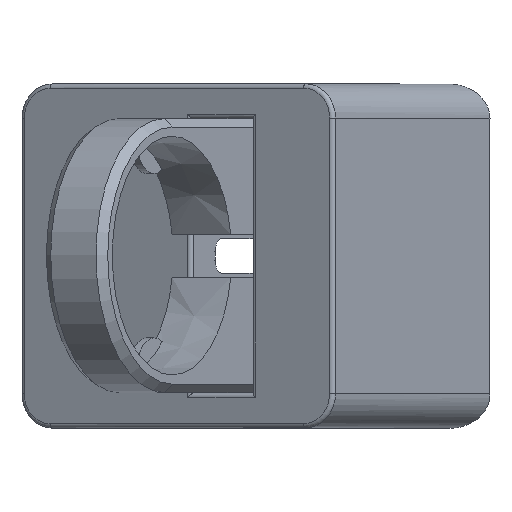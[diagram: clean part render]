
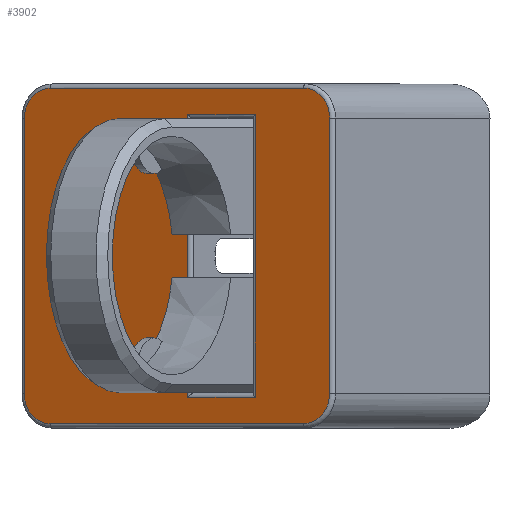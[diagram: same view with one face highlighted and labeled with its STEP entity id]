
A CAD part, top view. The second image highlights one B-rep face of the part: STEP entity #3902.
In plain terms, the highlighted planar face has unit normal (-0.5, 0, 0.866).
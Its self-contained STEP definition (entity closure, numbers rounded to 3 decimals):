
#154=FACE_BOUND('',#778,.T.);
#210=CIRCLE('',#4222,3.5);
#212=CIRCLE('',#4225,3.5);
#225=CIRCLE('',#4256,3.5);
#226=CIRCLE('',#4257,3.5);
#387=PLANE('',#4255);
#552=FACE_OUTER_BOUND('',#777,.T.);
#777=EDGE_LOOP('',(#3282,#3283,#3284,#3285,#3286,#3287,#3288,#3289));
#778=EDGE_LOOP('',(#3290,#3291,#3292,#3293));
#1162=LINE('',#6394,#1498);
#1163=LINE('',#6409,#1499);
#1191=LINE('',#6513,#1527);
#1192=LINE('',#6517,#1528);
#1193=LINE('',#6519,#1529);
#1194=LINE('',#6523,#1530);
#1195=LINE('',#6526,#1531);
#1196=LINE('',#6527,#1532);
#1498=VECTOR('',#4992,10.);
#1499=VECTOR('',#5013,10.);
#1527=VECTOR('',#5093,10.);
#1528=VECTOR('',#5098,10.);
#1529=VECTOR('',#5099,10.);
#1530=VECTOR('',#5102,10.);
#1531=VECTOR('',#5105,10.);
#1532=VECTOR('',#5106,10.);
#1849=VERTEX_POINT('',#6391);
#1850=VERTEX_POINT('',#6393);
#1851=VERTEX_POINT('',#6397);
#1852=VERTEX_POINT('',#6399);
#1853=VERTEX_POINT('',#6403);
#1854=VERTEX_POINT('',#6405);
#1886=VERTEX_POINT('',#6512);
#1887=VERTEX_POINT('',#6516);
#1888=VERTEX_POINT('',#6518);
#1889=VERTEX_POINT('',#6520);
#1890=VERTEX_POINT('',#6522);
#1891=VERTEX_POINT('',#6525);
#2328=EDGE_CURVE('',#1849,#1850,#1162,.T.);
#2332=EDGE_CURVE('',#1852,#1851,#210,.T.);
#2334=EDGE_CURVE('',#1853,#1854,#212,.T.);
#2336=EDGE_CURVE('',#1854,#1852,#1163,.T.);
#2381=EDGE_CURVE('',#1850,#1886,#1191,.T.);
#2383=EDGE_CURVE('',#1851,#1887,#1192,.T.);
#2384=EDGE_CURVE('',#1888,#1853,#1193,.T.);
#2385=EDGE_CURVE('',#1889,#1888,#225,.T.);
#2386=EDGE_CURVE('',#1890,#1889,#1194,.T.);
#2387=EDGE_CURVE('',#1887,#1890,#226,.T.);
#2388=EDGE_CURVE('',#1891,#1849,#1195,.T.);
#2389=EDGE_CURVE('',#1886,#1891,#1196,.T.);
#3282=ORIENTED_EDGE('',*,*,#2383,.F.);
#3283=ORIENTED_EDGE('',*,*,#2332,.F.);
#3284=ORIENTED_EDGE('',*,*,#2336,.F.);
#3285=ORIENTED_EDGE('',*,*,#2334,.F.);
#3286=ORIENTED_EDGE('',*,*,#2384,.F.);
#3287=ORIENTED_EDGE('',*,*,#2385,.F.);
#3288=ORIENTED_EDGE('',*,*,#2386,.F.);
#3289=ORIENTED_EDGE('',*,*,#2387,.F.);
#3290=ORIENTED_EDGE('',*,*,#2388,.F.);
#3291=ORIENTED_EDGE('',*,*,#2389,.F.);
#3292=ORIENTED_EDGE('',*,*,#2381,.F.);
#3293=ORIENTED_EDGE('',*,*,#2328,.F.);
#3902=ADVANCED_FACE('',(#552,#154),#387,.T.);
#4222=AXIS2_PLACEMENT_3D('',#6401,#5001,#5002);
#4225=AXIS2_PLACEMENT_3D('',#6406,#5007,#5008);
#4255=AXIS2_PLACEMENT_3D('',#6515,#5096,#5097);
#4256=AXIS2_PLACEMENT_3D('',#6521,#5100,#5101);
#4257=AXIS2_PLACEMENT_3D('',#6524,#5103,#5104);
#4992=DIRECTION('',(0.866,0.,0.5));
#5001=DIRECTION('center_axis',(0.5,0.,-0.866));
#5002=DIRECTION('ref_axis',(-0.612,-0.707,-0.354));
#5007=DIRECTION('center_axis',(0.5,0.,-0.866));
#5008=DIRECTION('ref_axis',(0.612,-0.707,0.354));
#5013=DIRECTION('',(-0.866,0.,-0.5));
#5093=DIRECTION('',(0.,1.,0.));
#5096=DIRECTION('center_axis',(-0.5,0.,0.866));
#5097=DIRECTION('ref_axis',(0.,-1.,0.));
#5098=DIRECTION('',(0.,1.,0.));
#5099=DIRECTION('',(0.,-1.,0.));
#5100=DIRECTION('center_axis',(0.5,0.,-0.866));
#5101=DIRECTION('ref_axis',(0.612,0.707,0.354));
#5102=DIRECTION('',(0.866,0.,0.5));
#5103=DIRECTION('center_axis',(0.5,0.,-0.866));
#5104=DIRECTION('ref_axis',(-0.612,0.707,-0.354));
#5105=DIRECTION('',(0.,-1.,0.));
#5106=DIRECTION('',(-0.866,0.,-0.5));
#6391=CARTESIAN_POINT('',(19.487,35.582,-37.885));
#6393=CARTESIAN_POINT('',(27.324,35.582,-33.36));
#6394=CARTESIAN_POINT('',(26.978,35.582,-33.56));
#6397=CARTESIAN_POINT('',(0.434,36.,-48.885));
#6399=CARTESIAN_POINT('',(3.465,32.5,-47.135));
#6401=CARTESIAN_POINT('Origin',(3.465,36.,-47.135));
#6403=CARTESIAN_POINT('',(35.985,36.,-28.36));
#6405=CARTESIAN_POINT('',(32.953,32.5,-30.11));
#6406=CARTESIAN_POINT('Origin',(32.953,36.,-30.11));
#6409=CARTESIAN_POINT('',(27.064,32.5,-33.51));
#6512=CARTESIAN_POINT('',(27.324,68.468,-33.36));
#6513=CARTESIAN_POINT('',(27.324,32.725,-33.36));
#6515=CARTESIAN_POINT('Origin',(27.064,32.725,-33.51));
#6516=CARTESIAN_POINT('',(0.434,68.05,-48.885));
#6517=CARTESIAN_POINT('',(0.434,30.362,-48.885));
#6518=CARTESIAN_POINT('',(35.985,68.05,-28.36));
#6519=CARTESIAN_POINT('',(35.985,32.725,-28.36));
#6520=CARTESIAN_POINT('',(32.953,71.55,-30.11));
#6521=CARTESIAN_POINT('Origin',(32.953,68.05,-30.11));
#6522=CARTESIAN_POINT('',(3.465,71.55,-47.135));
#6523=CARTESIAN_POINT('',(27.064,71.55,-33.51));
#6524=CARTESIAN_POINT('Origin',(3.465,68.05,-47.135));
#6525=CARTESIAN_POINT('',(19.487,68.468,-37.885));
#6526=CARTESIAN_POINT('',(19.487,33.725,-37.885));
#6527=CARTESIAN_POINT('',(26.978,68.468,-33.56));
